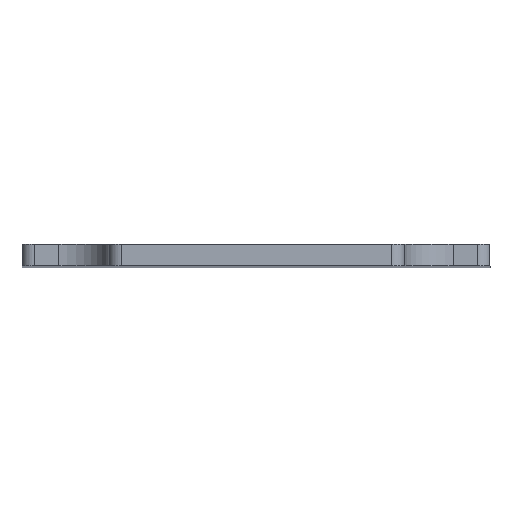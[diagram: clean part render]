
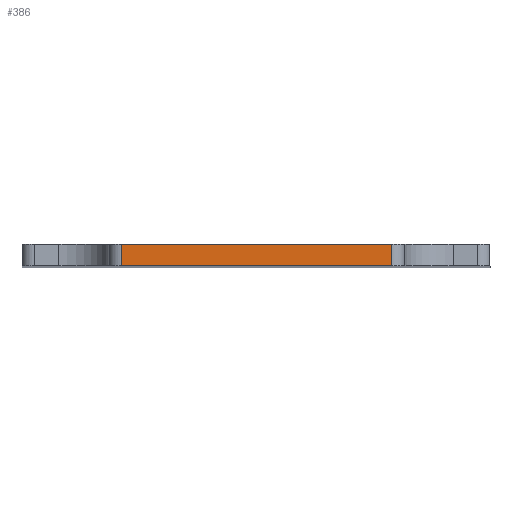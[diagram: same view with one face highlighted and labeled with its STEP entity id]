
A CAD part, top view. The second image highlights one B-rep face of the part: STEP entity #386.
In plain terms, the highlighted planar face has unit normal (0, 0, 1).
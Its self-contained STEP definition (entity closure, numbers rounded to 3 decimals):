
#4 = DIRECTION ( 'NONE',  ( 0., -1., 0. ) ) ;
#15 = ORIENTED_EDGE ( 'NONE', *, *, #969, .F. ) ;
#49 = VERTEX_POINT ( 'NONE', #145 ) ;
#88 = VERTEX_POINT ( 'NONE', #550 ) ;
#97 = CARTESIAN_POINT ( 'NONE',  ( 9.803, -13.88, 43.952 ) ) ;
#98 = EDGE_CURVE ( 'NONE', #820, #49, #449, .T. ) ;
#100 = DIRECTION ( 'NONE',  ( -1., 0., 0. ) ) ;
#145 = CARTESIAN_POINT ( 'NONE',  ( -9.703, -13.88, 43.952 ) ) ;
#167 = VECTOR ( 'NONE', #851, 1000. ) ;
#173 = CARTESIAN_POINT ( 'NONE',  ( -9.703, -15.45, 43.952 ) ) ;
#270 = DIRECTION ( 'NONE',  ( 0., 0., 1. ) ) ;
#272 = ORIENTED_EDGE ( 'NONE', *, *, #715, .T. ) ;
#345 = PLANE ( 'NONE',  #604 ) ;
#386 = ADVANCED_FACE ( 'NONE', ( #505 ), #345, .T. ) ;
#394 = VERTEX_POINT ( 'NONE', #608 ) ;
#402 = EDGE_LOOP ( 'NONE', ( #15, #592, #498, #272 ) ) ;
#444 = VECTOR ( 'NONE', #100, 1000. ) ;
#449 = LINE ( 'NONE', #630, #167 ) ;
#470 = LINE ( 'NONE', #552, #1008 ) ;
#498 = ORIENTED_EDGE ( 'NONE', *, *, #98, .T. ) ;
#505 = FACE_OUTER_BOUND ( 'NONE', #402, .T. ) ;
#550 = CARTESIAN_POINT ( 'NONE',  ( -9.703, -15.45, 43.952 ) ) ;
#552 = CARTESIAN_POINT ( 'NONE',  ( -9.703, -13.88, 43.952 ) ) ;
#559 = LINE ( 'NONE', #173, #444 ) ;
#573 = DIRECTION ( 'NONE',  ( 0., -1., 0. ) ) ;
#592 = ORIENTED_EDGE ( 'NONE', *, *, #941, .F. ) ;
#604 = AXIS2_PLACEMENT_3D ( 'NONE', #752, #270, #676 ) ;
#608 = CARTESIAN_POINT ( 'NONE',  ( 9.803, -15.45, 43.952 ) ) ;
#630 = CARTESIAN_POINT ( 'NONE',  ( -9.703, -13.88, 43.952 ) ) ;
#676 = DIRECTION ( 'NONE',  ( 0., -1., 0. ) ) ;
#715 = EDGE_CURVE ( 'NONE', #49, #88, #470, .T. ) ;
#745 = CARTESIAN_POINT ( 'NONE',  ( 9.803, -13.88, 43.952 ) ) ;
#752 = CARTESIAN_POINT ( 'NONE',  ( -9.703, -13.88, 43.952 ) ) ;
#805 = LINE ( 'NONE', #97, #809 ) ;
#809 = VECTOR ( 'NONE', #573, 1000. ) ;
#820 = VERTEX_POINT ( 'NONE', #745 ) ;
#851 = DIRECTION ( 'NONE',  ( -1., 0., 0. ) ) ;
#941 = EDGE_CURVE ( 'NONE', #820, #394, #805, .T. ) ;
#969 = EDGE_CURVE ( 'NONE', #394, #88, #559, .T. ) ;
#1008 = VECTOR ( 'NONE', #4, 1000. ) ;
